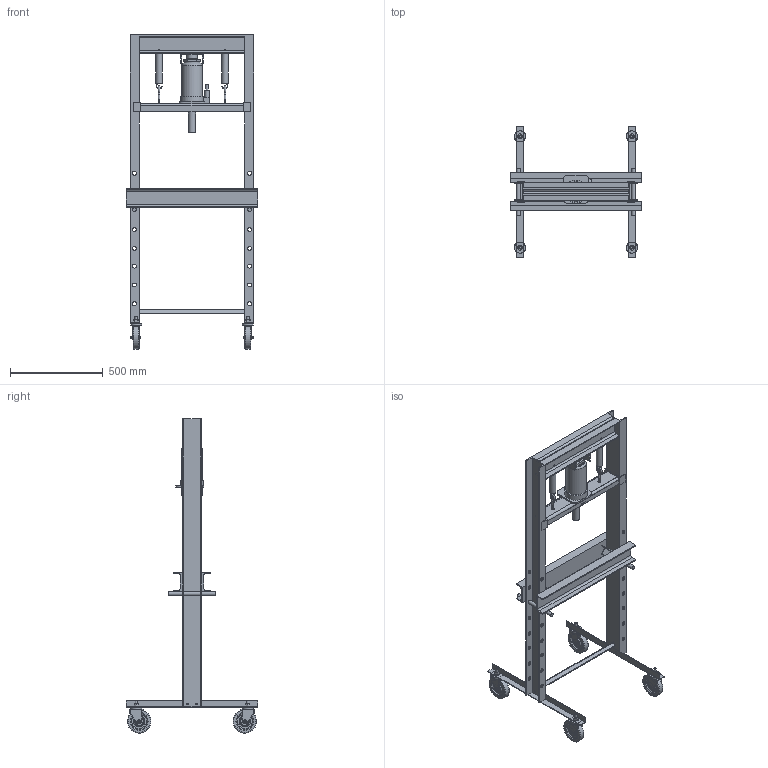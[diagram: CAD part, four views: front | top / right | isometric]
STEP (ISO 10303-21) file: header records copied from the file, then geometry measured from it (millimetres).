
FILE_DESCRIPTION(/* description */ (''),/* implementation_level */ '2;1');
FILE_NAME(/* name */ 'SFDL_SheetPress_01_frameonly.step',/* time_stamp */ '2022-05-02T10:17:52-07:00',/* author */ (''),/* organization */ (''),/* preprocessor_version */ 'ST-DEVELOPER v18.1',/* originating_system */ 'Autodesk Translation Framework v10.14.0.1471',/* authorisation */ '');
FILE_SCHEMA (('AUTOMOTIVE_DESIGN { 1 0 10303 214 3 1 1 }'));
Length unit declared in the file: inch
Products named in the file (11): SFDL_SheetPress_01b; ShopFrame; Bottlejack; SpringShelf; Wheels; MainFrame; MoveableShelf; ShelfRod; EyeBolts; 9489T775_Routing Eyebolt with Nut - Not for Lifting v1; 9489T775_Routing Eyebolt with Nut - Not for Lifting v1(Mirror)
Assembly tree (10 placements, depth 4):
  SFDL_SheetPress_01b
    ShopFrame
      Bottlejack
      SpringShelf
      Wheels
      MainFrame
      MoveableShelf
      ShelfRod
      EyeBolts
        9489T775_Routing Eyebolt with Nut - Not for Lifting v1
        9489T775_Routing Eyebolt with Nut - Not for Lifting v1(Mirror)
Bounding box: 711.2 x 709.93 x 1695.45 mm (x, y, z)
Volume: 13518393.1 mm3; surface area: 3189295.8 mm2
Topology: 19 solids, 19 shells, 794 faces, 1994 edges, 1303 vertices
Faces by surface type: plane 403, cylinder 308, torus 45, cone 30, bspline 8
Full cylindrical faces by diameter (mm): 7.463 x62, 7.62 x2, 7.938 x8, 9.525 x70, 10.16 x12, 12.7 x13, 15.875 x4, 20.32 x2, 21.082 x32, 22.86 x1, 25.4 x4, 34.925 x2, 38.1 x3, 39.37 x1, 50.8 x10, 52.07 x1, 57.15 x1, 59.69 x4, 88.9 x8, 91.44 x1, 109.22 x1, 123.19 x1, 127 x4
Entity records: 35299 total; most frequent: CARTESIAN_POINT 16058, ORIENTED_EDGE 3988, DIRECTION 3841, EDGE_CURVE 1994, AXIS2_PLACEMENT_3D 1370, VERTEX_POINT 1303, LINE 1101, VECTOR 1101
